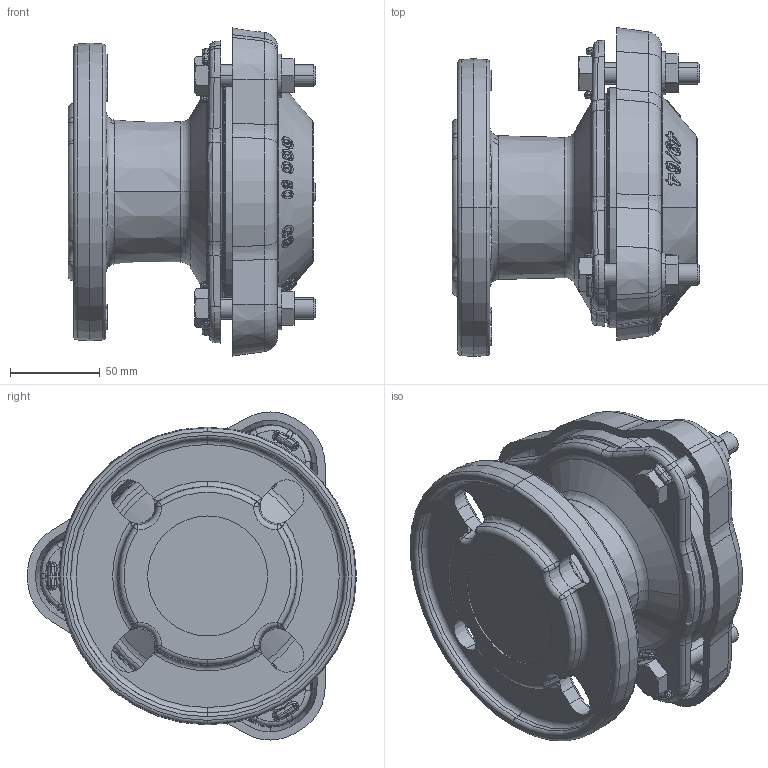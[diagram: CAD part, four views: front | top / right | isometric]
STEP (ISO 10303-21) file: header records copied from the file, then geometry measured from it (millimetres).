
FILE_DESCRIPTION (( 'STEP AP214' ), '1' );
FILE_NAME ('Junta Flange Mult GFIX DN50x49-64.STEP', '2014-10-28T11:38:25', ( '' ), ( '' ), 'SwSTEP 2.0', 'SolidWorks 2014', '' );
FILE_SCHEMA (( 'AUTOMOTIVE_DESIGN' ));
Length unit declared in the file: millimetre
Products named in the file (1): Junta Flange Mult GFIX DN50x49-64
Bounding box: 138.13 x 183.67 x 183.16 mm (x, y, z)
Volume: 1435538.5 mm3; surface area: 164260.3 mm2
Topology: 1 solids, 1 shells, 1762 faces, 4584 edges, 2909 vertices
Faces by surface type: bspline 1005, plane 314, cone 183, torus 108, cylinder 100, sphere 52
Entity records: 147803 total; most frequent: CARTESIAN_POINT 93892, ORIENTED_EDGE 9144, EDGE_CURVE 4572, DIRECTION 4018, VERTEX_POINT 2905, B_SPLINE_CURVE_WITH_KNOTS 2862, EDGE_LOOP 1875, FACE_OUTER_BOUND 1762
